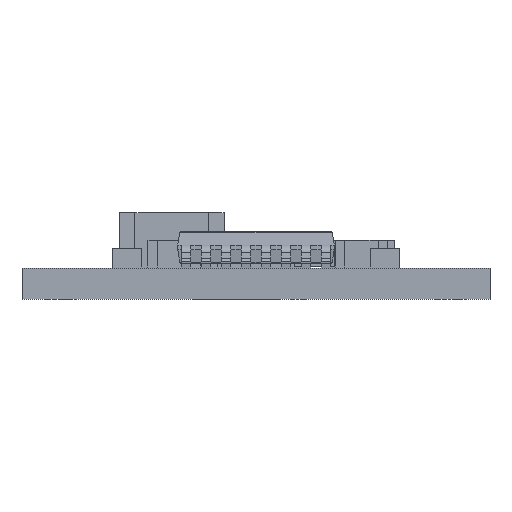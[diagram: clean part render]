
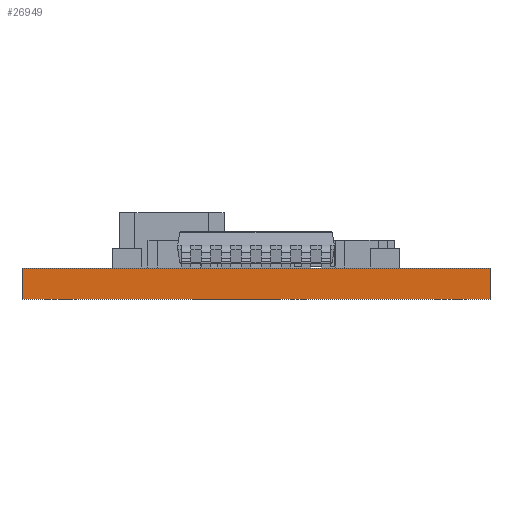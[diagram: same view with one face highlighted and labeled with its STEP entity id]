
A CAD part, front view. The second image highlights one B-rep face of the part: STEP entity #26949.
In plain terms, the highlighted planar face has unit normal (0, -1, 0).
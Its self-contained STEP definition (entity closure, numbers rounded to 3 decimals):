
#161 = FACE_OUTER_BOUND ( 'NONE', #47115, .T. ) ;
#938 = DIRECTION ( 'NONE',  ( 1., 0., 0. ) ) ;
#1526 = ORIENTED_EDGE ( 'NONE', *, *, #15989, .F. ) ;
#2517 = ORIENTED_EDGE ( 'NONE', *, *, #25391, .F. ) ;
#2868 = ORIENTED_EDGE ( 'NONE', *, *, #11874, .T. ) ;
#3871 = CARTESIAN_POINT ( 'NONE',  ( 15.24, 0., 0. ) ) ;
#4742 = DIRECTION ( 'NONE',  ( 0., 0., -1. ) ) ;
#5162 = VERTEX_POINT ( 'NONE', #14512 ) ;
#9336 = VECTOR ( 'NONE', #28372, 1000. ) ;
#10404 = ORIENTED_EDGE ( 'NONE', *, *, #17130, .T. ) ;
#11762 = LINE ( 'NONE', #22651, #38399 ) ;
#11789 = CARTESIAN_POINT ( 'NONE',  ( 0., 0., 1.016 ) ) ;
#11874 = EDGE_CURVE ( 'NONE', #41601, #27791, #11762, .T. ) ;
#14033 = VECTOR ( 'NONE', #938, 1000. ) ;
#14512 = CARTESIAN_POINT ( 'NONE',  ( 15.24, 0., 1.016 ) ) ;
#15989 = EDGE_CURVE ( 'NONE', #41601, #5162, #32915, .T. ) ;
#17130 = EDGE_CURVE ( 'NONE', #27791, #18409, #19353, .T. ) ;
#18409 = VERTEX_POINT ( 'NONE', #3871 ) ;
#19353 = LINE ( 'NONE', #34124, #14033 ) ;
#22651 = CARTESIAN_POINT ( 'NONE',  ( 0., 0., 1.016 ) ) ;
#24743 = LINE ( 'NONE', #42371, #9336 ) ;
#25174 = DIRECTION ( 'NONE',  ( 1., 0., 0. ) ) ;
#25391 = EDGE_CURVE ( 'NONE', #5162, #18409, #24743, .T. ) ;
#26791 = DIRECTION ( 'NONE',  ( 0., 0., 1. ) ) ;
#26949 = ADVANCED_FACE ( 'NONE', ( #161 ), #30216, .F. ) ;
#27791 = VERTEX_POINT ( 'NONE', #29196 ) ;
#28372 = DIRECTION ( 'NONE',  ( 0., 0., -1. ) ) ;
#29196 = CARTESIAN_POINT ( 'NONE',  ( 0., 0., 0. ) ) ;
#30216 = PLANE ( 'NONE',  #42594 ) ;
#32915 = LINE ( 'NONE', #43498, #45190 ) ;
#34057 = DIRECTION ( 'NONE',  ( 0., 1., 0. ) ) ;
#34124 = CARTESIAN_POINT ( 'NONE',  ( 0., 0., 0. ) ) ;
#38120 = CARTESIAN_POINT ( 'NONE',  ( 0., 0., 1.016 ) ) ;
#38399 = VECTOR ( 'NONE', #4742, 1000. ) ;
#41601 = VERTEX_POINT ( 'NONE', #38120 ) ;
#42371 = CARTESIAN_POINT ( 'NONE',  ( 15.24, 0., 1.016 ) ) ;
#42594 = AXIS2_PLACEMENT_3D ( 'NONE', #11789, #34057, #26791 ) ;
#43498 = CARTESIAN_POINT ( 'NONE',  ( 0., 0., 1.016 ) ) ;
#45190 = VECTOR ( 'NONE', #25174, 1000. ) ;
#47115 = EDGE_LOOP ( 'NONE', ( #10404, #2517, #1526, #2868 ) ) ;
